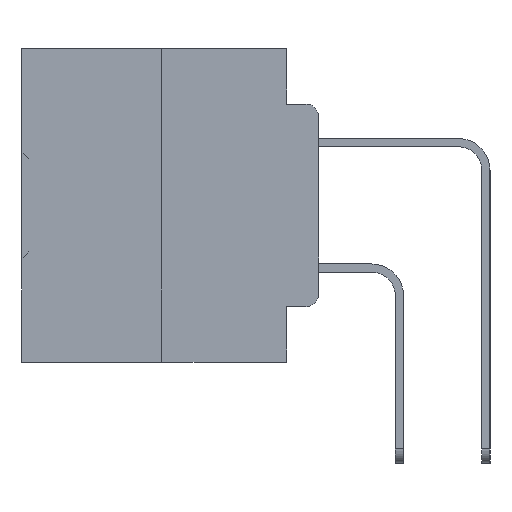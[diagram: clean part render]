
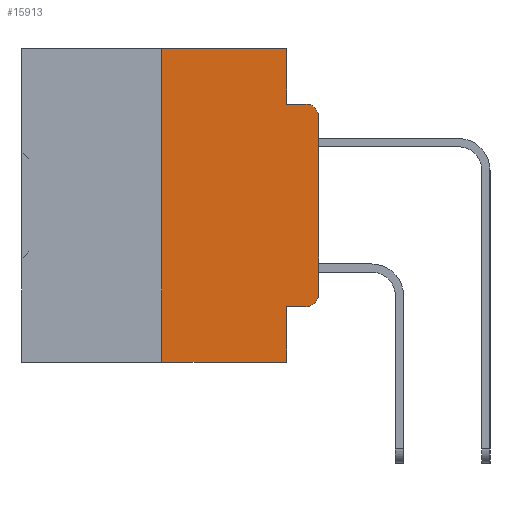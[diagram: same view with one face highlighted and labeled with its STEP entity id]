
A CAD part, left-side view. The second image highlights one B-rep face of the part: STEP entity #15913.
In plain terms, the highlighted planar face has unit normal (-1, 0, 0).
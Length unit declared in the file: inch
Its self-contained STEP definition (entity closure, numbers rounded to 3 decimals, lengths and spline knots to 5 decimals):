
#323 = CARTESIAN_POINT ( 'NONE',  ( 0., 0.051, -0.4115 ) ) ;
#369 = DIRECTION ( 'NONE',  ( 0., -1., 0. ) ) ;
#462 = ORIENTED_EDGE ( 'NONE', *, *, #17466, .T. ) ;
#884 = CARTESIAN_POINT ( 'NONE',  ( 0., 0.051, -0.0885 ) ) ;
#1129 = VERTEX_POINT ( 'NONE', #19605 ) ;
#1298 = AXIS2_PLACEMENT_3D ( 'NONE', #31113, #18726, #7581 ) ;
#2189 = DIRECTION ( 'NONE',  ( 0., -1., 0. ) ) ;
#2765 = VERTEX_POINT ( 'NONE', #39947 ) ;
#3048 = ORIENTED_EDGE ( 'NONE', *, *, #32626, .F. ) ;
#3102 = VERTEX_POINT ( 'NONE', #14041 ) ;
#3503 = CARTESIAN_POINT ( 'NONE',  ( 0., 0.25, 0. ) ) ;
#4091 = DIRECTION ( 'NONE',  ( 0., -1., 0. ) ) ;
#4563 = ORIENTED_EDGE ( 'NONE', *, *, #14287, .F. ) ;
#4864 = CARTESIAN_POINT ( 'NONE',  ( 0., 0.02, -0.4115 ) ) ;
#5047 = LINE ( 'NONE', #29996, #20657 ) ;
#6064 = EDGE_CURVE ( 'NONE', #38946, #2765, #7600, .T. ) ;
#6236 = LINE ( 'NONE', #15970, #37336 ) ;
#6261 = DIRECTION ( 'NONE',  ( 0., 0., 1. ) ) ;
#6827 = EDGE_CURVE ( 'NONE', #1129, #15348, #27998, .T. ) ;
#7581 = DIRECTION ( 'NONE',  ( 0., 0., -1. ) ) ;
#7600 = LINE ( 'NONE', #36793, #32416 ) ;
#9938 = ORIENTED_EDGE ( 'NONE', *, *, #6827, .F. ) ;
#10104 = ORIENTED_EDGE ( 'NONE', *, *, #35992, .T. ) ;
#11028 = EDGE_CURVE ( 'NONE', #21287, #32073, #5047, .T. ) ;
#11443 = VECTOR ( 'NONE', #6261, 39.37008 ) ;
#11518 = CARTESIAN_POINT ( 'NONE',  ( 0., 0.473, -0.5 ) ) ;
#12226 = VERTEX_POINT ( 'NONE', #37457 ) ;
#13005 = DIRECTION ( 'NONE',  ( -1., 0., 0. ) ) ;
#14041 = CARTESIAN_POINT ( 'NONE',  ( 0., 0.051, -0.5 ) ) ;
#14287 = EDGE_CURVE ( 'NONE', #15348, #21287, #39799, .T. ) ;
#14480 = DIRECTION ( 'NONE',  ( 0., 0., -1. ) ) ;
#15067 = VECTOR ( 'NONE', #23416, 39.37008 ) ;
#15084 = DIRECTION ( 'NONE',  ( 0., 0., 1. ) ) ;
#15348 = VERTEX_POINT ( 'NONE', #3503 ) ;
#15913 = ADVANCED_FACE ( 'NONE', ( #17433 ), #37323, .F. ) ;
#15970 = CARTESIAN_POINT ( 'NONE',  ( 0., 0.051, -0.4115 ) ) ;
#16340 = EDGE_LOOP ( 'NONE', ( #26679, #10104, #26184, #31359, #4563, #9938, #27930, #3048, #35570, #462 ) ) ;
#17381 = DIRECTION ( 'NONE',  ( -1., 0., 0. ) ) ;
#17433 = FACE_OUTER_BOUND ( 'NONE', #16340, .T. ) ;
#17466 = EDGE_CURVE ( 'NONE', #29658, #38946, #36253, .T. ) ;
#18120 = VECTOR ( 'NONE', #2189, 39.37008 ) ;
#18726 = DIRECTION ( 'NONE',  ( 1., 0., 0. ) ) ;
#19166 = VERTEX_POINT ( 'NONE', #323 ) ;
#19605 = CARTESIAN_POINT ( 'NONE',  ( 0., 0.25, -0.5 ) ) ;
#20115 = LINE ( 'NONE', #884, #28387 ) ;
#20201 = EDGE_CURVE ( 'NONE', #1129, #3102, #26450, .T. ) ;
#20657 = VECTOR ( 'NONE', #14480, 39.37008 ) ;
#20720 = CIRCLE ( 'NONE', #28358, 0.02 ) ;
#21287 = VERTEX_POINT ( 'NONE', #29947 ) ;
#21742 = LINE ( 'NONE', #33468, #38199 ) ;
#23416 = DIRECTION ( 'NONE',  ( 0., -1., 0. ) ) ;
#23543 = CARTESIAN_POINT ( 'NONE',  ( 0., 0.051, -0.0885 ) ) ;
#25659 = EDGE_CURVE ( 'NONE', #32073, #12226, #20115, .T. ) ;
#26184 = ORIENTED_EDGE ( 'NONE', *, *, #25659, .F. ) ;
#26450 = LINE ( 'NONE', #11518, #18120 ) ;
#26679 = ORIENTED_EDGE ( 'NONE', *, *, #6064, .T. ) ;
#27930 = ORIENTED_EDGE ( 'NONE', *, *, #20201, .T. ) ;
#27998 = LINE ( 'NONE', #31150, #11443 ) ;
#28358 = AXIS2_PLACEMENT_3D ( 'NONE', #31617, #13005, #34714 ) ;
#28387 = VECTOR ( 'NONE', #4091, 39.37008 ) ;
#29479 = CARTESIAN_POINT ( 'NONE',  ( 0., 0.473, 0. ) ) ;
#29658 = VERTEX_POINT ( 'NONE', #4864 ) ;
#29947 = CARTESIAN_POINT ( 'NONE',  ( 0., 0.051, 0. ) ) ;
#29996 = CARTESIAN_POINT ( 'NONE',  ( 0., 0.051, 0. ) ) ;
#30557 = EDGE_CURVE ( 'NONE', #19166, #29658, #6236, .T. ) ;
#31113 = CARTESIAN_POINT ( 'NONE',  ( 0., 0.473, 0. ) ) ;
#31150 = CARTESIAN_POINT ( 'NONE',  ( 0., 0.25, 0. ) ) ;
#31359 = ORIENTED_EDGE ( 'NONE', *, *, #11028, .F. ) ;
#31617 = CARTESIAN_POINT ( 'NONE',  ( 0., 0.02, -0.1085 ) ) ;
#32073 = VERTEX_POINT ( 'NONE', #23543 ) ;
#32416 = VECTOR ( 'NONE', #15084, 39.37008 ) ;
#32626 = EDGE_CURVE ( 'NONE', #19166, #3102, #21742, .T. ) ;
#33468 = CARTESIAN_POINT ( 'NONE',  ( 0., 0.051, 0. ) ) ;
#34714 = DIRECTION ( 'NONE',  ( 0., 0., -1. ) ) ;
#35110 = CARTESIAN_POINT ( 'NONE',  ( 0., 0., -0.3915 ) ) ;
#35570 = ORIENTED_EDGE ( 'NONE', *, *, #30557, .T. ) ;
#35992 = EDGE_CURVE ( 'NONE', #2765, #12226, #20720, .T. ) ;
#35999 = CARTESIAN_POINT ( 'NONE',  ( 0., 0.02, -0.3915 ) ) ;
#36253 = CIRCLE ( 'NONE', #37831, 0.02 ) ;
#36577 = DIRECTION ( 'NONE',  ( 0., 0., -1. ) ) ;
#36793 = CARTESIAN_POINT ( 'NONE',  ( 0., 0., 0. ) ) ;
#37323 = PLANE ( 'NONE',  #1298 ) ;
#37336 = VECTOR ( 'NONE', #369, 39.37008 ) ;
#37457 = CARTESIAN_POINT ( 'NONE',  ( 0., 0.02, -0.0885 ) ) ;
#37831 = AXIS2_PLACEMENT_3D ( 'NONE', #35999, #17381, #39088 ) ;
#38199 = VECTOR ( 'NONE', #36577, 39.37008 ) ;
#38946 = VERTEX_POINT ( 'NONE', #35110 ) ;
#39088 = DIRECTION ( 'NONE',  ( 0., 0., -1. ) ) ;
#39799 = LINE ( 'NONE', #29479, #15067 ) ;
#39947 = CARTESIAN_POINT ( 'NONE',  ( 0., 0., -0.1085 ) ) ;
